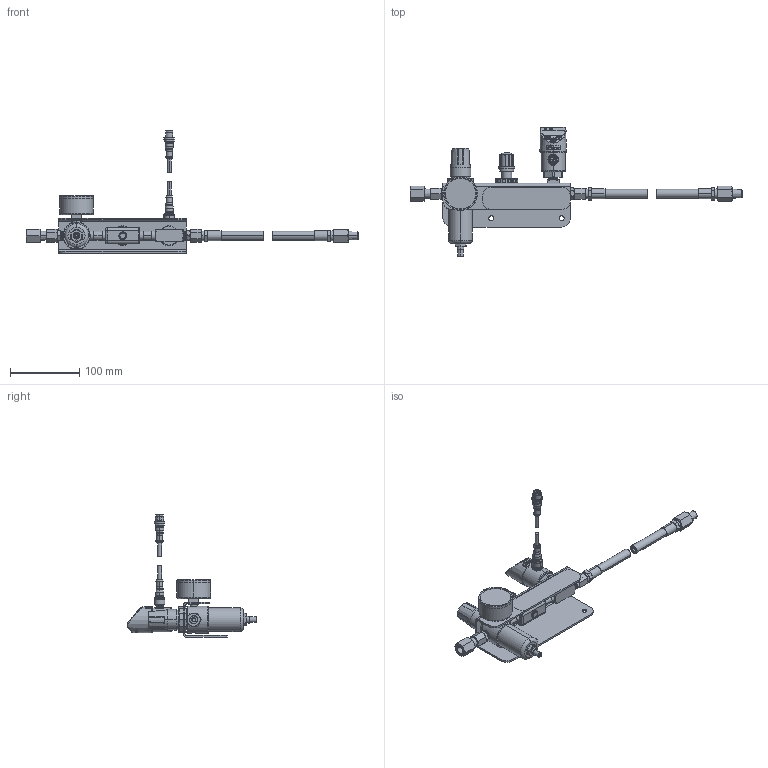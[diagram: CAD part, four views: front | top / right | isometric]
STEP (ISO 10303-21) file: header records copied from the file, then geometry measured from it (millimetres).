
FILE_DESCRIPTION((''),'2;1');
FILE_NAME('ILCMV45082400','2024-12-12T13:20:40',('Kroemer'),(''),'CREO PARAMETRIC BY PTC INC, 2021164','CREO PARAMETRIC BY PTC INC, 2021164','');
FILE_SCHEMA(('AUTOMOTIVE_DESIGN { 1 0 10303 214 1 1 1 1 }'));
Length unit declared in the file: millimetre
Products named in the file (1): ILCMV45082400
Bounding box: 479.53 x 187.12 x 177.1 mm (x, y, z)
Volume: 406662 mm3; surface area: 136379 mm2
Topology: 11 solids, 11 shells, 1872 faces, 5142 edges, 3394 vertices
Faces by surface type: plane 558, cone 392, cylinder 378, extrusion 264, bspline 166, torus 98, sphere 16
Entity records: 127182 total; most frequent: CARTESIAN_POINT 69856, ORIENTED_EDGE 10280, DIRECTION 7860, EDGE_CURVE 5140, VERTEX_POINT 3394, AXIS2_PLACEMENT_3D 2967, B_SPLINE_CURVE_WITH_KNOTS 2236, EDGE_LOOP 2012
